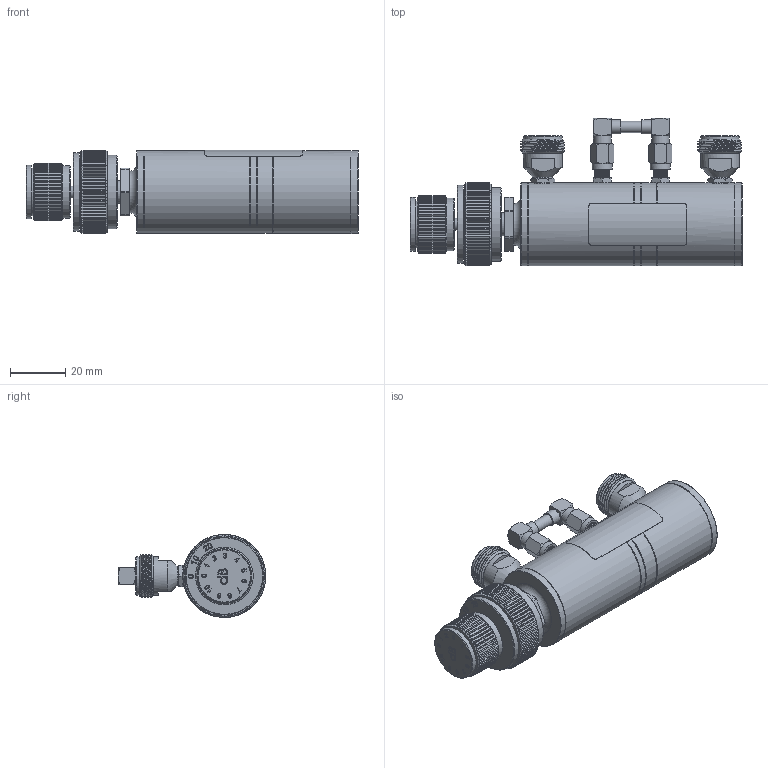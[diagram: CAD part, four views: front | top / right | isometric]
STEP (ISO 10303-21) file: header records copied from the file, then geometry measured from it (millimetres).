
FILE_DESCRIPTION (( 'STEP AP203' ), '1' );
FILE_NAME ('SA3730N_3D.step', '2022-04-12T15:24:18', ( '' ), ( '' ), 'SwSTEP 2.0', 'SolidWorks 2021', '' );
FILE_SCHEMA (( 'CONFIG_CONTROL_DESIGN' ));
Length unit declared in the file: inch
Products named in the file (1): SA3730N_3D
Bounding box: 120 x 53.4 x 30 mm (x, y, z)
Volume: 78695.4 mm3; surface area: 19334.4 mm2
Topology: 2 solids, 4 shells, 1242 faces, 2898 edges, 1736 vertices
Faces by surface type: plane 512, cone 362, cylinder 190, bspline 175, torus 3
Full cylindrical faces by diameter (mm): 1.016 x2, 1.524 x2, 2.54 x2, 4.064 x1, 4.227 x2, 4.334 x1, 5.08 x2, 6.35 x2, 7.112 x2, 7.29 x2, 7.366 x2, 7.62 x2, 8.233 x1, 8.382 x2, 13.971 x4, 17.213 x1, 19.008 x1, 19.442 x1, 25.51 x1, 26.527 x1, 28.234 x1, 29.854 x2, 29.967 x2, 30 x2
Entity records: 52358 total; most frequent: CARTESIAN_POINT 26718, ORIENTED_EDGE 5620, DIRECTION 4614, EDGE_CURVE 2810, AXIS2_PLACEMENT_3D 1828, VERTEX_POINT 1708, EDGE_LOOP 1374, FACE_OUTER_BOUND 1286
